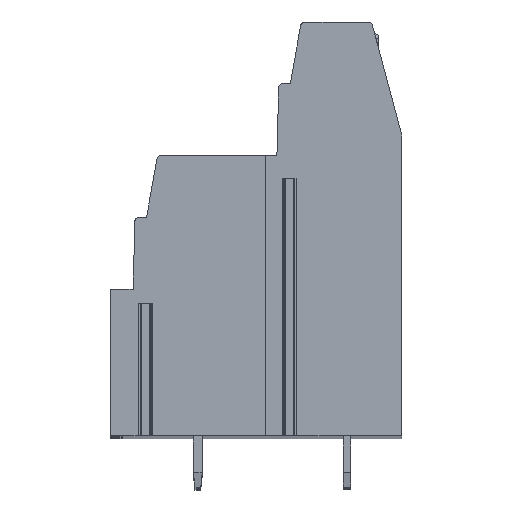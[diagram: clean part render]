
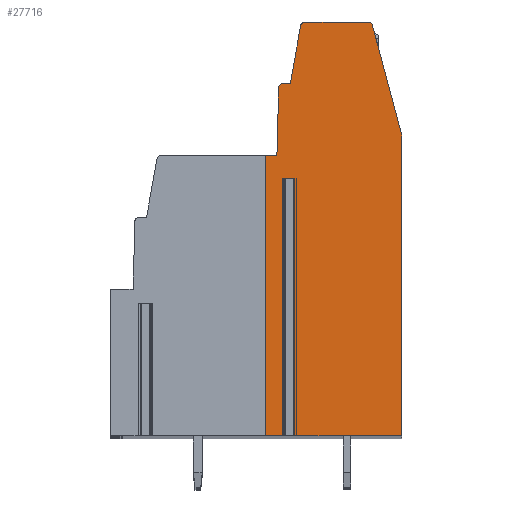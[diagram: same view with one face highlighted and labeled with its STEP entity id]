
A CAD part, top view. The second image highlights one B-rep face of the part: STEP entity #27716.
In plain terms, the highlighted planar face has unit normal (0, 0, 1).
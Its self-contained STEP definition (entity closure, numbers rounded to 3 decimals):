
#13=DIRECTION('',(-1.,0.,0.));
#14=VECTOR('',#13,0.743);
#15=CARTESIAN_POINT('',(1.908,2.65,109.22));
#16=LINE('',#15,#14);
#17=DIRECTION('',(0.,-1.,0.));
#18=VECTOR('',#17,17.55);
#19=CARTESIAN_POINT('',(1.165,2.65,109.22));
#20=LINE('',#19,#18);
#21=DIRECTION('',(1.,0.,0.));
#22=VECTOR('',#21,1.228);
#23=CARTESIAN_POINT('',(-0.063,-14.9,109.22));
#24=LINE('',#23,#22);
#25=DIRECTION('',(-1.,0.,0.));
#26=VECTOR('',#25,0.75);
#27=CARTESIAN_POINT('',(0.687,4.2,109.22));
#28=LINE('',#27,#26);
#29=DIRECTION('',(-0.026,-1.,0.));
#30=VECTOR('',#29,4.609);
#31=CARTESIAN_POINT('',(0.808,8.808,109.22));
#32=LINE('',#31,#30);
#33=CARTESIAN_POINT('',(1.108,8.8,109.22));
#34=DIRECTION('',(0.,0.,1.));
#35=DIRECTION('',(0.,1.,0.));
#36=AXIS2_PLACEMENT_3D('',#33,#34,#35);
#38=DIRECTION('',(-1.,0.,0.));
#39=VECTOR('',#38,0.497);
#40=CARTESIAN_POINT('',(1.605,9.1,109.22));
#41=LINE('',#40,#39);
#42=DIRECTION('',(-0.174,-0.985,0.));
#43=VECTOR('',#42,4.013);
#44=CARTESIAN_POINT('',(2.301,13.052,109.22));
#45=LINE('',#44,#43);
#46=CARTESIAN_POINT('',(2.597,13.,109.22));
#47=DIRECTION('',(0.,0.,1.));
#48=DIRECTION('',(0.,1.,0.));
#49=AXIS2_PLACEMENT_3D('',#46,#47,#48);
#51=DIRECTION('',(-1.,0.,0.));
#52=VECTOR('',#51,4.31);
#53=CARTESIAN_POINT('',(6.907,13.3,109.22));
#54=LINE('',#53,#52);
#55=CARTESIAN_POINT('',(6.907,13.,109.22));
#56=DIRECTION('',(0.,0.,1.));
#57=DIRECTION('',(0.966,0.259,0.));
#58=AXIS2_PLACEMENT_3D('',#55,#56,#57);
#60=CARTESIAN_POINT('',(8.187,5.518,109.22));
#61=DIRECTION('',(0.,0.,1.));
#62=DIRECTION('',(1.,0.,0.));
#63=AXIS2_PLACEMENT_3D('',#60,#61,#62);
#65=DIRECTION('',(0.,1.,0.));
#66=VECTOR('',#65,20.418);
#67=CARTESIAN_POINT('',(9.187,-14.9,109.22));
#68=LINE('',#67,#66);
#69=DIRECTION('',(1.,0.,0.));
#70=VECTOR('',#69,7.279);
#71=CARTESIAN_POINT('',(1.908,-14.9,109.22));
#72=LINE('',#71,#70);
#73=DIRECTION('',(0.,-1.,0.));
#74=VECTOR('',#73,17.55);
#75=CARTESIAN_POINT('',(1.908,2.65,109.22));
#76=LINE('',#75,#74);
#4209=DIRECTION('',(-0.259,0.966,0.));
#4210=VECTOR('',#4209,7.558);
#4211=CARTESIAN_POINT('',(9.153,5.777,109.22));
#4212=LINE('',#4211,#4210);
#11378=DIRECTION('',(0.,-1.,0.));
#11379=VECTOR('',#11378,19.1);
#11380=CARTESIAN_POINT('',(-0.063,4.2,109.22));
#11381=LINE('',#11380,#11379);
#21795=CARTESIAN_POINT('',(9.187,-14.9,109.22));
#21796=CARTESIAN_POINT('',(9.187,5.518,109.22));
#21797=VERTEX_POINT('',#21795);
#21798=VERTEX_POINT('',#21796);
#21799=CARTESIAN_POINT('',(9.153,5.777,109.22));
#21800=VERTEX_POINT('',#21799);
#21801=CARTESIAN_POINT('',(7.197,13.078,109.22));
#21802=CARTESIAN_POINT('',(6.907,13.3,109.22));
#21803=VERTEX_POINT('',#21801);
#21804=VERTEX_POINT('',#21802);
#21805=CARTESIAN_POINT('',(2.597,13.3,109.22));
#21806=VERTEX_POINT('',#21805);
#21807=CARTESIAN_POINT('',(2.301,13.052,109.22));
#21808=VERTEX_POINT('',#21807);
#21809=CARTESIAN_POINT('',(1.605,9.1,109.22));
#21810=VERTEX_POINT('',#21809);
#21811=CARTESIAN_POINT('',(1.108,9.1,109.22));
#21812=VERTEX_POINT('',#21811);
#21813=CARTESIAN_POINT('',(0.808,8.808,109.22));
#21814=VERTEX_POINT('',#21813);
#21815=CARTESIAN_POINT('',(0.687,4.2,109.22));
#21816=VERTEX_POINT('',#21815);
#21859=CARTESIAN_POINT('',(-0.063,-14.9,109.22));
#21861=VERTEX_POINT('',#21859);
#21867=CARTESIAN_POINT('',(-0.063,4.2,109.22));
#21868=VERTEX_POINT('',#21867);
#21943=CARTESIAN_POINT('',(1.908,2.65,109.22));
#21944=CARTESIAN_POINT('',(1.165,2.65,109.22));
#21945=VERTEX_POINT('',#21943);
#21946=VERTEX_POINT('',#21944);
#21947=CARTESIAN_POINT('',(1.908,-14.9,109.22));
#21948=VERTEX_POINT('',#21947);
#21949=CARTESIAN_POINT('',(1.165,-14.9,109.22));
#21950=VERTEX_POINT('',#21949);
#27675=CARTESIAN_POINT('',(0.,0.,109.22));
#27676=DIRECTION('',(0.,0.,1.));
#27677=DIRECTION('',(1.,0.,0.));
#27678=AXIS2_PLACEMENT_3D('',#27675,#27676,#27677);
#27679=PLANE('',#27678);
#27681=ORIENTED_EDGE('',*,*,#27680,.T.);
#27683=ORIENTED_EDGE('',*,*,#27682,.T.);
#27685=ORIENTED_EDGE('',*,*,#27684,.F.);
#27687=ORIENTED_EDGE('',*,*,#27686,.F.);
#27689=ORIENTED_EDGE('',*,*,#27688,.F.);
#27691=ORIENTED_EDGE('',*,*,#27690,.F.);
#27693=ORIENTED_EDGE('',*,*,#27692,.F.);
#27695=ORIENTED_EDGE('',*,*,#27694,.F.);
#27697=ORIENTED_EDGE('',*,*,#27696,.F.);
#27699=ORIENTED_EDGE('',*,*,#27698,.F.);
#27701=ORIENTED_EDGE('',*,*,#27700,.F.);
#27703=ORIENTED_EDGE('',*,*,#27702,.F.);
#27705=ORIENTED_EDGE('',*,*,#27704,.F.);
#27707=ORIENTED_EDGE('',*,*,#27706,.F.);
#27709=ORIENTED_EDGE('',*,*,#27708,.F.);
#27711=ORIENTED_EDGE('',*,*,#27710,.F.);
#27713=ORIENTED_EDGE('',*,*,#27712,.F.);
#27714=EDGE_LOOP('',(#27681,#27683,#27685,#27687,#27689,#27691,#27693,#27695,
#27697,#27699,#27701,#27703,#27705,#27707,#27709,#27711,#27713));
#27715=FACE_OUTER_BOUND('',#27714,.F.);
#37=CIRCLE('',#36,0.3);
#50=CIRCLE('',#49,0.3);
#59=CIRCLE('',#58,0.3);
#64=CIRCLE('',#63,1.);
#27680=EDGE_CURVE('',#21945,#21946,#16,.T.);
#27682=EDGE_CURVE('',#21946,#21950,#20,.T.);
#27684=EDGE_CURVE('',#21861,#21950,#24,.T.);
#27686=EDGE_CURVE('',#21868,#21861,#11381,.T.);
#27688=EDGE_CURVE('',#21816,#21868,#28,.T.);
#27690=EDGE_CURVE('',#21814,#21816,#32,.T.);
#27692=EDGE_CURVE('',#21812,#21814,#37,.T.);
#27694=EDGE_CURVE('',#21810,#21812,#41,.T.);
#27696=EDGE_CURVE('',#21808,#21810,#45,.T.);
#27698=EDGE_CURVE('',#21806,#21808,#50,.T.);
#27700=EDGE_CURVE('',#21804,#21806,#54,.T.);
#27702=EDGE_CURVE('',#21803,#21804,#59,.T.);
#27704=EDGE_CURVE('',#21800,#21803,#4212,.T.);
#27706=EDGE_CURVE('',#21798,#21800,#64,.T.);
#27708=EDGE_CURVE('',#21797,#21798,#68,.T.);
#27710=EDGE_CURVE('',#21948,#21797,#72,.T.);
#27712=EDGE_CURVE('',#21945,#21948,#76,.T.);
#27716=ADVANCED_FACE('',(#27715),#27679,.T.);
